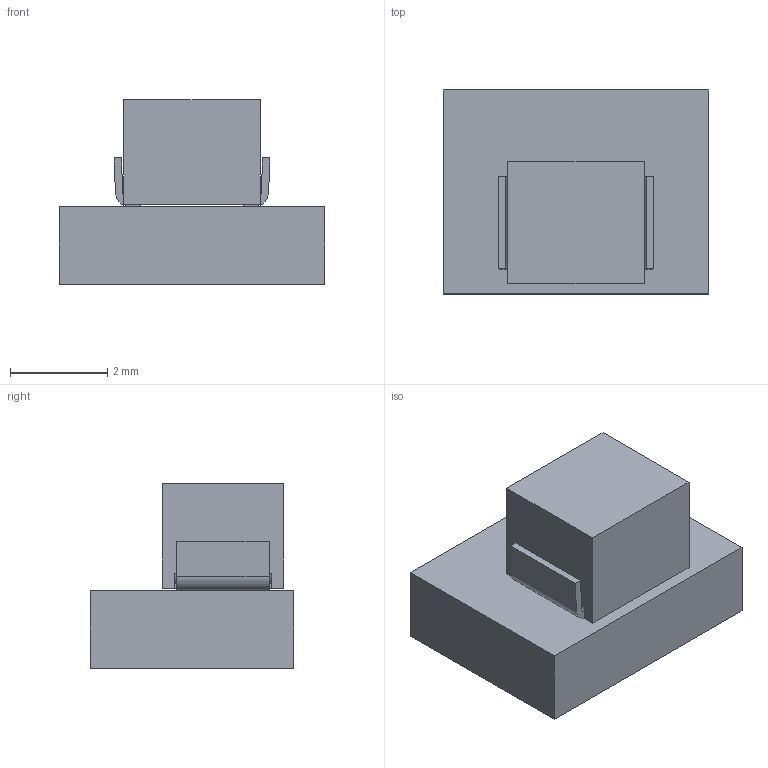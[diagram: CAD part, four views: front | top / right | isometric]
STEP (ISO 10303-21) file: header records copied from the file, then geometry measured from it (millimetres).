
FILE_DESCRIPTION(('Designed by EasyEDA Pro'),'2;1');
FILE_NAME('Open CASCADE Shape Model','2026-02-06T10:26:35',('Author'),( 'Open CASCADE'),'Open CASCADE STEP processor 7.8','Open CASCADE 7.8' ,'Unknown');
FILE_SCHEMA(('AUTOMOTIVE_DESIGN { 1 0 10303 214 1 1 1 1 }'));
Length unit declared in the file: millimetre
Products named in the file (8): EasyEDA PCB Model~b87b; Board~b87b; TopCopper~b87b; BottomCopper~b87b; TopFpcStiffener~b87b; BottomFpcStiffener~b87b; U1~L1210~L1210~b87b; L1210~L1210~b87b
Assembly tree (7 placements, depth 3):
  EasyEDA PCB Model~b87b
    Board~b87b
    TopCopper~b87b
    BottomCopper~b87b
    TopFpcStiffener~b87b
    BottomFpcStiffener~b87b
    U1~L1210~L1210~b87b
      L1210~L1210~b87b
Bounding box: 5.46 x 4.19 x 3.8 mm (x, y, z)
Volume: 52.2 mm3; surface area: 123.9 mm2
Topology: 2 solids, 2 shells, 325 faces, 881 edges, 586 vertices
Faces by surface type: plane 207, bspline 112, cylinder 6
Entity records: 14386 total; most frequent: CARTESIAN_POINT 3904, ORIENTED_EDGE 1762, DIRECTION 1107, EDGE_CURVE 881, LINE 641, VECTOR 641, VERTEX_POINT 586, FACE_BOUND 351
